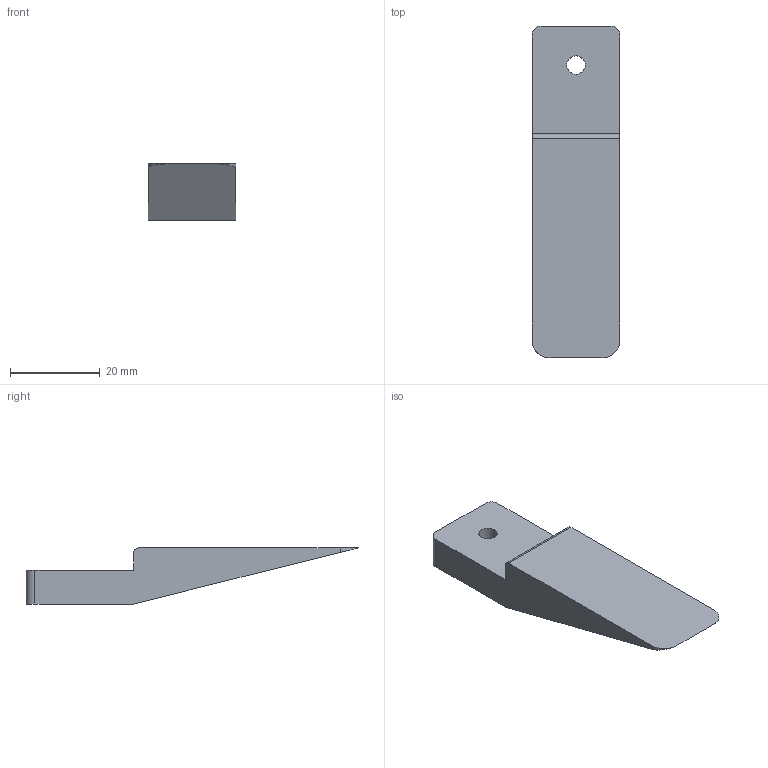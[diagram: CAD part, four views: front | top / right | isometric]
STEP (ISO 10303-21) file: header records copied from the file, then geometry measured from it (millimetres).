
FILE_DESCRIPTION (( 'STEP AP214' ), '1' );
FILE_NAME ('bodyMain_legSupporter_001.STEP', '2024-12-15T00:55:04', ( '' ), ( '' ), 'SwSTEP 2.0', 'SolidWorks 2024', '' );
FILE_SCHEMA (( 'AUTOMOTIVE_DESIGN' ));
Length unit declared in the file: millimetre
Products named in the file (1): bodyMain_legSupporter_001
Bounding box: 19.6 x 74.08 x 12.5 mm (x, y, z)
Volume: 9439.9 mm3; surface area: 4219.2 mm2
Topology: 1 solids, 1 shells, 22 faces, 53 edges, 34 vertices
Faces by surface type: cylinder 9, plane 9, cone 4
Entity records: 672 total; most frequent: DIRECTION 117, CARTESIAN_POINT 116, ORIENTED_EDGE 106, EDGE_CURVE 53, AXIS2_PLACEMENT_3D 43, VERTEX_POINT 34, LINE 31, VECTOR 31
